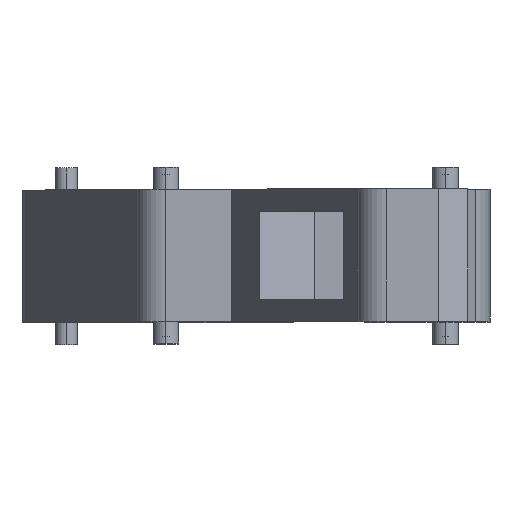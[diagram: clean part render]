
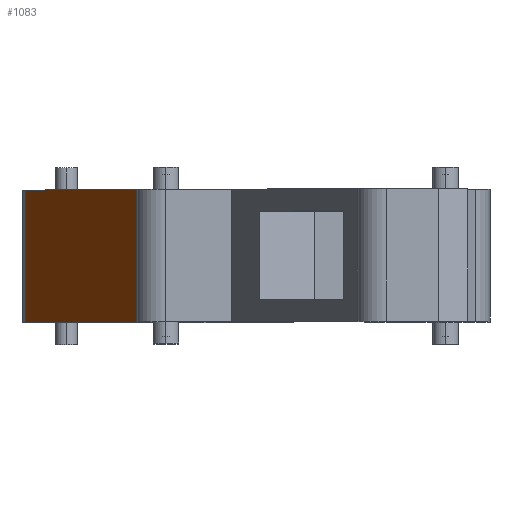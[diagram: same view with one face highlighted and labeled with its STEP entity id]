
A CAD part, top view. The second image highlights one B-rep face of the part: STEP entity #1083.
In plain terms, the highlighted planar face has unit normal (-0.926, 0, 0.377).
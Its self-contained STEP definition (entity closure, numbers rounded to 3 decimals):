
#18 = VECTOR ( 'NONE', #1813, 1000. ) ;
#24 = LINE ( 'NONE', #241, #349 ) ;
#131 = DIRECTION ( 'NONE',  ( 0., -1., 0. ) ) ;
#226 = DIRECTION ( 'NONE',  ( -0.377, 0., -0.926 ) ) ;
#241 = CARTESIAN_POINT ( 'NONE',  ( -44.386, -9., 18.08 ) ) ;
#256 = VERTEX_POINT ( 'NONE', #876 ) ;
#276 = CARTESIAN_POINT ( 'NONE',  ( -44.386, 9., 18.08 ) ) ;
#349 = VECTOR ( 'NONE', #226, 1000. ) ;
#503 = CARTESIAN_POINT ( 'NONE',  ( -22., 9., 73.037 ) ) ;
#538 = ORIENTED_EDGE ( 'NONE', *, *, #1501, .F. ) ;
#851 = VECTOR ( 'NONE', #131, 1000. ) ;
#876 = CARTESIAN_POINT ( 'NONE',  ( -46.056, -9., 13.979 ) ) ;
#1014 = ORIENTED_EDGE ( 'NONE', *, *, #1901, .F. ) ;
#1027 = VERTEX_POINT ( 'NONE', #2487 ) ;
#1083 = ADVANCED_FACE ( 'NONE', ( #1575 ), #1591, .T. ) ;
#1126 = AXIS2_PLACEMENT_3D ( 'NONE', #276, #1149, #2472 ) ;
#1149 = DIRECTION ( 'NONE',  ( -0.926, 0., 0.377 ) ) ;
#1209 = EDGE_CURVE ( 'NONE', #2390, #2237, #2502, .T. ) ;
#1233 = CARTESIAN_POINT ( 'NONE',  ( -46.056, 9., 13.979 ) ) ;
#1325 = CARTESIAN_POINT ( 'NONE',  ( -46.056, 9., 13.979 ) ) ;
#1501 = EDGE_CURVE ( 'NONE', #2390, #1027, #2430, .T. ) ;
#1533 = VECTOR ( 'NONE', #2093, 1000. ) ;
#1559 = ORIENTED_EDGE ( 'NONE', *, *, #1673, .T. ) ;
#1575 = FACE_OUTER_BOUND ( 'NONE', #2384, .T. ) ;
#1578 = CARTESIAN_POINT ( 'NONE',  ( -22., 9., 73.037 ) ) ;
#1591 = PLANE ( 'NONE',  #1126 ) ;
#1656 = LINE ( 'NONE', #1233, #851 ) ;
#1673 = EDGE_CURVE ( 'NONE', #2237, #256, #1656, .T. ) ;
#1813 = DIRECTION ( 'NONE',  ( 0., -1., 0. ) ) ;
#1901 = EDGE_CURVE ( 'NONE', #1027, #256, #24, .T. ) ;
#2093 = DIRECTION ( 'NONE',  ( -0.377, 0., -0.926 ) ) ;
#2202 = ORIENTED_EDGE ( 'NONE', *, *, #1209, .T. ) ;
#2237 = VERTEX_POINT ( 'NONE', #1325 ) ;
#2285 = CARTESIAN_POINT ( 'NONE',  ( -44.386, 9., 18.08 ) ) ;
#2384 = EDGE_LOOP ( 'NONE', ( #2202, #1559, #1014, #538 ) ) ;
#2390 = VERTEX_POINT ( 'NONE', #1578 ) ;
#2430 = LINE ( 'NONE', #503, #18 ) ;
#2472 = DIRECTION ( 'NONE',  ( 0.377, 0., 0.926 ) ) ;
#2487 = CARTESIAN_POINT ( 'NONE',  ( -22., -9., 73.037 ) ) ;
#2502 = LINE ( 'NONE', #2285, #1533 ) ;
